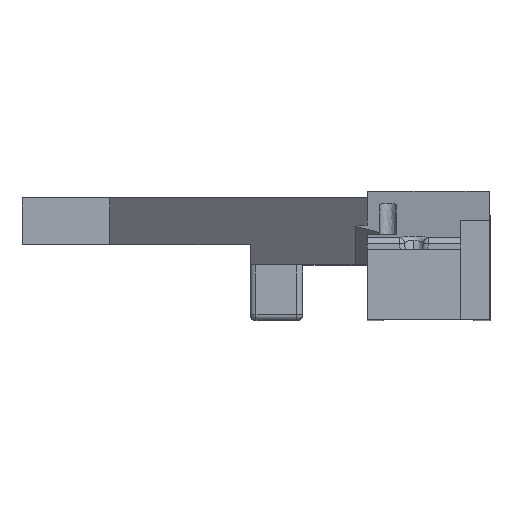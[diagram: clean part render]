
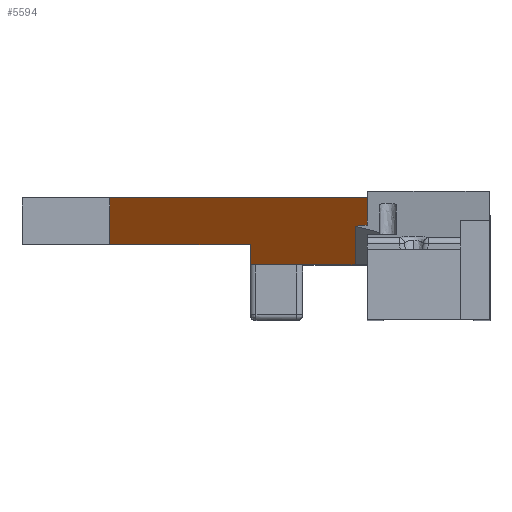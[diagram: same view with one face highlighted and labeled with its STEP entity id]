
A CAD part, top view. The second image highlights one B-rep face of the part: STEP entity #5594.
In plain terms, the highlighted planar face has unit normal (-0.707, 0, 0.707).
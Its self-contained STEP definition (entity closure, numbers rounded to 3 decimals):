
#930 = PLANE('',#931);
#931 = AXIS2_PLACEMENT_3D('',#932,#933,#934);
#932 = CARTESIAN_POINT('',(289.253,10.26,
    75.873));
#933 = DIRECTION('',(-1.,0.,
    0.));
#934 = DIRECTION('',(0.,1.,0.));
#2180 = PLANE('',#2181);
#2181 = AXIS2_PLACEMENT_3D('',#2182,#2183,#2184);
#2182 = CARTESIAN_POINT('',(287.253,10.46,
    76.788));
#2183 = DIRECTION('',(-1.,0.,
    0.));
#2184 = DIRECTION('',(0.,1.,0.));
#3888 = PLANE('',#3889);
#3889 = AXIS2_PLACEMENT_3D('',#3890,#3891,#3892);
#3890 = CARTESIAN_POINT('',(289.573,11.55,
    76.478));
#3891 = DIRECTION('',(0.,-1.,0.));
#3892 = DIRECTION('',(1.,0.,
    0.));
#4372 = PLANE('',#4373);
#4373 = AXIS2_PLACEMENT_3D('',#4374,#4375,#4376);
#4374 = CARTESIAN_POINT('',(285.123,11.7,
    77.038));
#4375 = DIRECTION('',(0.,0.,
    1.));
#4376 = DIRECTION('',(0.,1.,0.));
#4397 = PLANE('',#4398);
#4398 = AXIS2_PLACEMENT_3D('',#4399,#4400,#4401);
#4399 = CARTESIAN_POINT('',(289.963,12.7,
    75.158));
#4400 = DIRECTION('',(0.,1.,0.));
#4401 = DIRECTION('',(-1.,0.,
    0.));
#4445 = PLANE('',#4446);
#4446 = AXIS2_PLACEMENT_3D('',#4447,#4448,#4449);
#4447 = CARTESIAN_POINT('',(282.643,11.9,
    75.358));
#4448 = DIRECTION('',(0.,-1.,0.));
#4449 = DIRECTION('',(1.,0.,
    0.));
#5594 = ADVANCED_FACE('',(#5595),#5608,.T.);
#5595 = FACE_BOUND('',#5596,.T.);
#5596 = EDGE_LOOP('',(#5597,#5624,#5644,#5664,#5684,#5704));
#5597 = ORIENTED_EDGE('',*,*,#5598,.T.);
#5598 = EDGE_CURVE('',#5599,#5601,#5603,.T.);
#5599 = VERTEX_POINT('',#5600);
#5600 = CARTESIAN_POINT('',(289.253,11.55,
    81.438));
#5601 = VERTEX_POINT('',#5602);
#5602 = CARTESIAN_POINT('',(289.253,12.7,
    81.438));
#5603 = SURFACE_CURVE('',#5604,(#5607,#5618),.PCURVE_S1.);
#5604 = B_SPLINE_CURVE_WITH_KNOTS('',1,(#5605,#5606),.UNSPECIFIED.,.F.,
  .F.,(2,2),(0.,1.15),.PIECEWISE_BEZIER_KNOTS.);
#5605 = CARTESIAN_POINT('',(289.253,11.55,
    81.438));
#5606 = CARTESIAN_POINT('',(289.253,12.7,
    81.438));
#5607 = PCURVE('',#5608,#5613);
#5608 = PLANE('',#5609);
#5609 = AXIS2_PLACEMENT_3D('',#5610,#5611,#5612);
#5610 = CARTESIAN_POINT('',(284.293,12.935,
    76.478));
#5611 = DIRECTION('',(-0.707,0.,0.707
    ));
#5612 = DIRECTION('',(-0.707,0.,-0.707
    ));
#5613 = DEFINITIONAL_REPRESENTATION('',(#5614),#5617);
#5614 = B_SPLINE_CURVE_WITH_KNOTS('',1,(#5615,#5616),.UNSPECIFIED.,.F.,
  .F.,(2,2),(0.,1.15),.PIECEWISE_BEZIER_KNOTS.);
#5615 = CARTESIAN_POINT('',(-7.014,1.385));
#5616 = CARTESIAN_POINT('',(-7.014,0.235));
#5617 = ( GEOMETRIC_REPRESENTATION_CONTEXT(2) 
PARAMETRIC_REPRESENTATION_CONTEXT() REPRESENTATION_CONTEXT('2D SPACE',''
  ) );
#5618 = PCURVE('',#930,#5619);
#5619 = DEFINITIONAL_REPRESENTATION('',(#5620),#5623);
#5620 = B_SPLINE_CURVE_WITH_KNOTS('',1,(#5621,#5622),.UNSPECIFIED.,.F.,
  .F.,(2,2),(0.,1.15),.PIECEWISE_BEZIER_KNOTS.);
#5621 = CARTESIAN_POINT('',(1.29,-5.565));
#5622 = CARTESIAN_POINT('',(2.44,-5.565));
#5623 = ( GEOMETRIC_REPRESENTATION_CONTEXT(2) 
PARAMETRIC_REPRESENTATION_CONTEXT() REPRESENTATION_CONTEXT('2D SPACE',''
  ) );
#5624 = ORIENTED_EDGE('',*,*,#5625,.T.);
#5625 = EDGE_CURVE('',#5601,#5626,#5628,.T.);
#5626 = VERTEX_POINT('',#5627);
#5627 = CARTESIAN_POINT('',(284.853,12.7,
    77.038));
#5628 = SURFACE_CURVE('',#5629,(#5632,#5638),.PCURVE_S1.);
#5629 = B_SPLINE_CURVE_WITH_KNOTS('',1,(#5630,#5631),.UNSPECIFIED.,.F.,
  .F.,(2,2),(0.,6.223),.PIECEWISE_BEZIER_KNOTS.);
#5630 = CARTESIAN_POINT('',(289.253,12.7,
    81.438));
#5631 = CARTESIAN_POINT('',(284.853,12.7,
    77.038));
#5632 = PCURVE('',#5608,#5633);
#5633 = DEFINITIONAL_REPRESENTATION('',(#5634),#5637);
#5634 = B_SPLINE_CURVE_WITH_KNOTS('',1,(#5635,#5636),.UNSPECIFIED.,.F.,
  .F.,(2,2),(0.,6.223),.PIECEWISE_BEZIER_KNOTS.);
#5635 = CARTESIAN_POINT('',(-7.014,0.235));
#5636 = CARTESIAN_POINT('',(-0.792,0.235));
#5637 = ( GEOMETRIC_REPRESENTATION_CONTEXT(2) 
PARAMETRIC_REPRESENTATION_CONTEXT() REPRESENTATION_CONTEXT('2D SPACE',''
  ) );
#5638 = PCURVE('',#4397,#5639);
#5639 = DEFINITIONAL_REPRESENTATION('',(#5640),#5643);
#5640 = B_SPLINE_CURVE_WITH_KNOTS('',1,(#5641,#5642),.UNSPECIFIED.,.F.,
  .F.,(2,2),(0.,6.223),.PIECEWISE_BEZIER_KNOTS.);
#5641 = CARTESIAN_POINT('',(0.71,6.28));
#5642 = CARTESIAN_POINT('',(5.11,1.88));
#5643 = ( GEOMETRIC_REPRESENTATION_CONTEXT(2) 
PARAMETRIC_REPRESENTATION_CONTEXT() REPRESENTATION_CONTEXT('2D SPACE',''
  ) );
#5644 = ORIENTED_EDGE('',*,*,#5645,.T.);
#5645 = EDGE_CURVE('',#5626,#5646,#5648,.T.);
#5646 = VERTEX_POINT('',#5647);
#5647 = CARTESIAN_POINT('',(284.853,11.9,
    77.038));
#5648 = SURFACE_CURVE('',#5649,(#5652,#5658),.PCURVE_S1.);
#5649 = B_SPLINE_CURVE_WITH_KNOTS('',1,(#5650,#5651),.UNSPECIFIED.,.F.,
  .F.,(2,2),(-0.8,0.),.PIECEWISE_BEZIER_KNOTS.);
#5650 = CARTESIAN_POINT('',(284.853,12.7,
    77.038));
#5651 = CARTESIAN_POINT('',(284.853,11.9,
    77.038));
#5652 = PCURVE('',#5608,#5653);
#5653 = DEFINITIONAL_REPRESENTATION('',(#5654),#5657);
#5654 = B_SPLINE_CURVE_WITH_KNOTS('',1,(#5655,#5656),.UNSPECIFIED.,.F.,
  .F.,(2,2),(-0.8,0.),.PIECEWISE_BEZIER_KNOTS.);
#5655 = CARTESIAN_POINT('',(-0.792,0.235));
#5656 = CARTESIAN_POINT('',(-0.792,1.035));
#5657 = ( GEOMETRIC_REPRESENTATION_CONTEXT(2) 
PARAMETRIC_REPRESENTATION_CONTEXT() REPRESENTATION_CONTEXT('2D SPACE',''
  ) );
#5658 = PCURVE('',#4372,#5659);
#5659 = DEFINITIONAL_REPRESENTATION('',(#5660),#5663);
#5660 = B_SPLINE_CURVE_WITH_KNOTS('',1,(#5661,#5662),.UNSPECIFIED.,.F.,
  .F.,(2,2),(-0.8,0.),.PIECEWISE_BEZIER_KNOTS.);
#5661 = CARTESIAN_POINT('',(1.,0.27));
#5662 = CARTESIAN_POINT('',(0.2,0.27));
#5663 = ( GEOMETRIC_REPRESENTATION_CONTEXT(2) 
PARAMETRIC_REPRESENTATION_CONTEXT() REPRESENTATION_CONTEXT('2D SPACE',''
  ) );
#5664 = ORIENTED_EDGE('',*,*,#5665,.T.);
#5665 = EDGE_CURVE('',#5646,#5666,#5668,.T.);
#5666 = VERTEX_POINT('',#5667);
#5667 = CARTESIAN_POINT('',(287.253,11.9,
    79.438));
#5668 = SURFACE_CURVE('',#5669,(#5672,#5678),.PCURVE_S1.);
#5669 = B_SPLINE_CURVE_WITH_KNOTS('',1,(#5670,#5671),.UNSPECIFIED.,.F.,
  .F.,(2,2),(-3.394,0.),.PIECEWISE_BEZIER_KNOTS.);
#5670 = CARTESIAN_POINT('',(284.853,11.9,
    77.038));
#5671 = CARTESIAN_POINT('',(287.253,11.9,
    79.438));
#5672 = PCURVE('',#5608,#5673);
#5673 = DEFINITIONAL_REPRESENTATION('',(#5674),#5677);
#5674 = B_SPLINE_CURVE_WITH_KNOTS('',1,(#5675,#5676),.UNSPECIFIED.,.F.,
  .F.,(2,2),(-3.394,0.),.PIECEWISE_BEZIER_KNOTS.);
#5675 = CARTESIAN_POINT('',(-0.792,1.035));
#5676 = CARTESIAN_POINT('',(-4.186,1.035));
#5677 = ( GEOMETRIC_REPRESENTATION_CONTEXT(2) 
PARAMETRIC_REPRESENTATION_CONTEXT() REPRESENTATION_CONTEXT('2D SPACE',''
  ) );
#5678 = PCURVE('',#4445,#5679);
#5679 = DEFINITIONAL_REPRESENTATION('',(#5680),#5683);
#5680 = B_SPLINE_CURVE_WITH_KNOTS('',1,(#5681,#5682),.UNSPECIFIED.,.F.,
  .F.,(2,2),(-3.394,0.),.PIECEWISE_BEZIER_KNOTS.);
#5681 = CARTESIAN_POINT('',(2.21,1.68));
#5682 = CARTESIAN_POINT('',(4.61,4.08));
#5683 = ( GEOMETRIC_REPRESENTATION_CONTEXT(2) 
PARAMETRIC_REPRESENTATION_CONTEXT() REPRESENTATION_CONTEXT('2D SPACE',''
  ) );
#5684 = ORIENTED_EDGE('',*,*,#5685,.T.);
#5685 = EDGE_CURVE('',#5666,#5686,#5688,.T.);
#5686 = VERTEX_POINT('',#5687);
#5687 = CARTESIAN_POINT('',(287.253,11.55,
    79.438));
#5688 = SURFACE_CURVE('',#5689,(#5692,#5698),.PCURVE_S1.);
#5689 = B_SPLINE_CURVE_WITH_KNOTS('',1,(#5690,#5691),.UNSPECIFIED.,.F.,
  .F.,(2,2),(0.,0.35),.PIECEWISE_BEZIER_KNOTS.);
#5690 = CARTESIAN_POINT('',(287.253,11.9,
    79.438));
#5691 = CARTESIAN_POINT('',(287.253,11.55,
    79.438));
#5692 = PCURVE('',#5608,#5693);
#5693 = DEFINITIONAL_REPRESENTATION('',(#5694),#5697);
#5694 = B_SPLINE_CURVE_WITH_KNOTS('',1,(#5695,#5696),.UNSPECIFIED.,.F.,
  .F.,(2,2),(0.,0.35),.PIECEWISE_BEZIER_KNOTS.);
#5695 = CARTESIAN_POINT('',(-4.186,1.035));
#5696 = CARTESIAN_POINT('',(-4.186,1.385));
#5697 = ( GEOMETRIC_REPRESENTATION_CONTEXT(2) 
PARAMETRIC_REPRESENTATION_CONTEXT() REPRESENTATION_CONTEXT('2D SPACE',''
  ) );
#5698 = PCURVE('',#2180,#5699);
#5699 = DEFINITIONAL_REPRESENTATION('',(#5700),#5703);
#5700 = B_SPLINE_CURVE_WITH_KNOTS('',1,(#5701,#5702),.UNSPECIFIED.,.F.,
  .F.,(2,2),(0.,0.35),.PIECEWISE_BEZIER_KNOTS.);
#5701 = CARTESIAN_POINT('',(1.44,-2.65));
#5702 = CARTESIAN_POINT('',(1.09,-2.65));
#5703 = ( GEOMETRIC_REPRESENTATION_CONTEXT(2) 
PARAMETRIC_REPRESENTATION_CONTEXT() REPRESENTATION_CONTEXT('2D SPACE',''
  ) );
#5704 = ORIENTED_EDGE('',*,*,#5705,.T.);
#5705 = EDGE_CURVE('',#5686,#5599,#5706,.T.);
#5706 = SURFACE_CURVE('',#5707,(#5710,#5716),.PCURVE_S1.);
#5707 = B_SPLINE_CURVE_WITH_KNOTS('',1,(#5708,#5709),.UNSPECIFIED.,.F.,
  .F.,(2,2),(0.,2.828),.PIECEWISE_BEZIER_KNOTS.);
#5708 = CARTESIAN_POINT('',(287.253,11.55,
    79.438));
#5709 = CARTESIAN_POINT('',(289.253,11.55,
    81.438));
#5710 = PCURVE('',#5608,#5711);
#5711 = DEFINITIONAL_REPRESENTATION('',(#5712),#5715);
#5712 = B_SPLINE_CURVE_WITH_KNOTS('',1,(#5713,#5714),.UNSPECIFIED.,.F.,
  .F.,(2,2),(0.,2.828),.PIECEWISE_BEZIER_KNOTS.);
#5713 = CARTESIAN_POINT('',(-4.186,1.385));
#5714 = CARTESIAN_POINT('',(-7.014,1.385));
#5715 = ( GEOMETRIC_REPRESENTATION_CONTEXT(2) 
PARAMETRIC_REPRESENTATION_CONTEXT() REPRESENTATION_CONTEXT('2D SPACE',''
  ) );
#5716 = PCURVE('',#3888,#5717);
#5717 = DEFINITIONAL_REPRESENTATION('',(#5718),#5721);
#5718 = B_SPLINE_CURVE_WITH_KNOTS('',1,(#5719,#5720),.UNSPECIFIED.,.F.,
  .F.,(2,2),(0.,2.828),.PIECEWISE_BEZIER_KNOTS.);
#5719 = CARTESIAN_POINT('',(-2.32,2.96));
#5720 = CARTESIAN_POINT('',(-0.32,4.96));
#5721 = ( GEOMETRIC_REPRESENTATION_CONTEXT(2) 
PARAMETRIC_REPRESENTATION_CONTEXT() REPRESENTATION_CONTEXT('2D SPACE',''
  ) );
